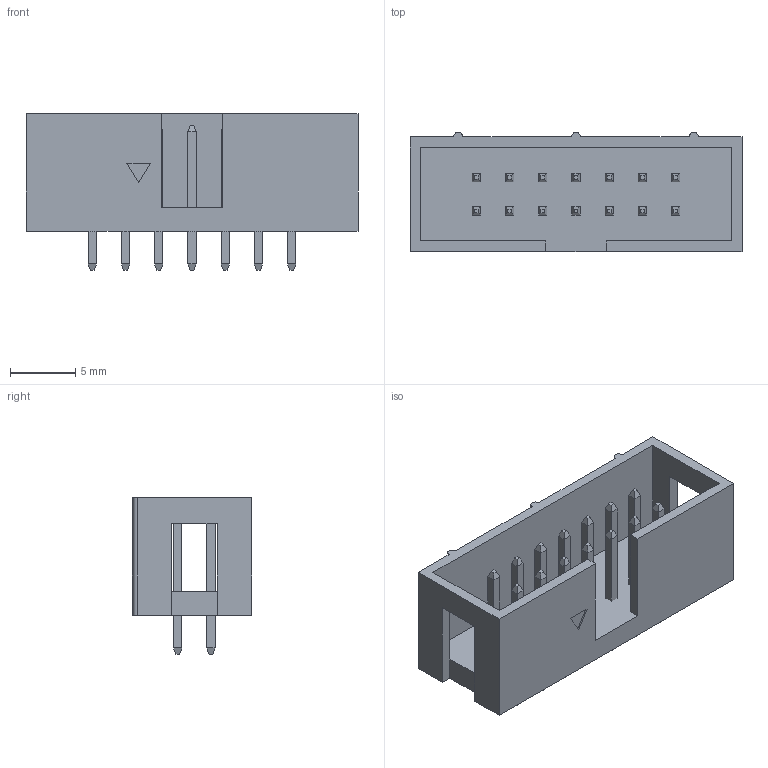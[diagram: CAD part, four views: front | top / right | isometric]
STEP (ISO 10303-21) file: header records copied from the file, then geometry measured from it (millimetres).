
FILE_DESCRIPTION (( 'STEP AP214' ), '1' );
FILE_NAME ('BH-14_IDC-14_DS-1013-14S.STEP', '2021-03-30T15:12:27', ( '' ), ( '' ), 'SwSTEP 2.0', 'SolidWorks 2020', '' );
FILE_SCHEMA (( 'AUTOMOTIVE_DESIGN' ));
Length unit declared in the file: millimetre
Products named in the file (1): BH-14_IDC-14_DS-1013-14S
Bounding box: 25.38 x 9.1 x 12 mm (x, y, z)
Volume: 774.9 mm3; surface area: 1802.6 mm2
Topology: 15 solids, 15 shells, 228 faces, 487 edges, 286 vertices
Faces by surface type: plane 225, cylinder 3
Entity records: 8237 total; most frequent: CARTESIAN_POINT 1002, ORIENTED_EDGE 974, DIRECTION 951, EDGE_CURVE 487, VECTOR 481, LINE 481, VERTEX_POINT 286, AXIS2_PLACEMENT_3D 235
